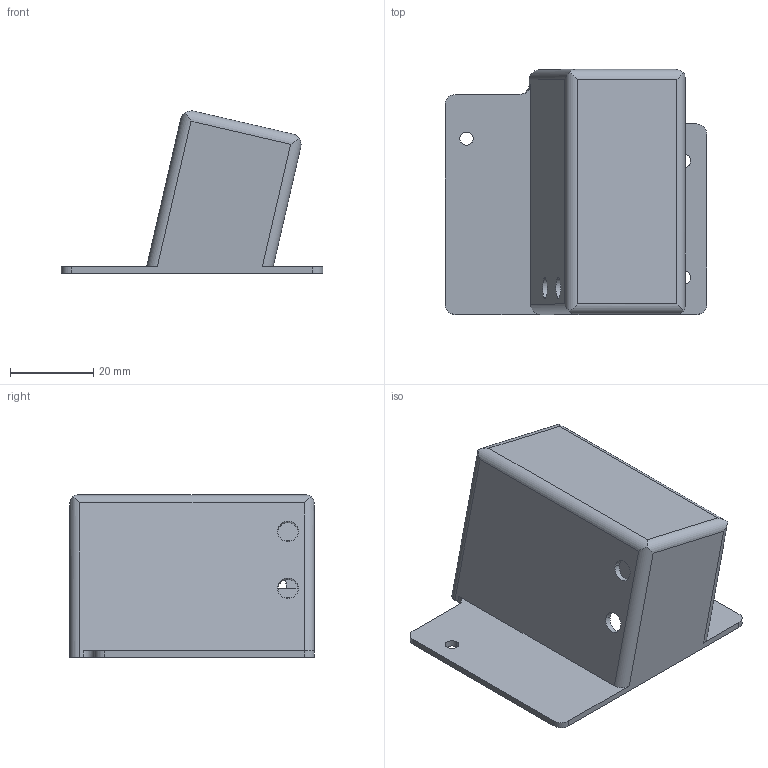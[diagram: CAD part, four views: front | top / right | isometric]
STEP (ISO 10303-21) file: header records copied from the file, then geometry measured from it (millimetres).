
FILE_DESCRIPTION((''),'2;1');
FILE_NAME('capot sup.stp','2014-05-22T08:05:28',(''),(''),'Mechanical Desktop 2011','Mechanical Desktop 2011',', , ');
FILE_SCHEMA(('CONFIG_CONTROL_DESIGN'));
Length unit declared in the file: millimetre
Products named in the file (1): Product
Bounding box: 62.7 x 58.7 x 38.89 mm (x, y, z)
Volume: 16979.6 mm3; surface area: 18945.5 mm2
Topology: 1 solids, 1 shells, 80 faces, 231 edges, 154 vertices
Faces by surface type: cylinder 49, plane 31
Entity records: 2808 total; most frequent: DIRECTION 491, CARTESIAN_POINT 466, ORIENTED_EDGE 462, EDGE_CURVE 231, AXIS2_PLACEMENT_3D 179, VERTEX_POINT 154, VECTOR 133, LINE 133
